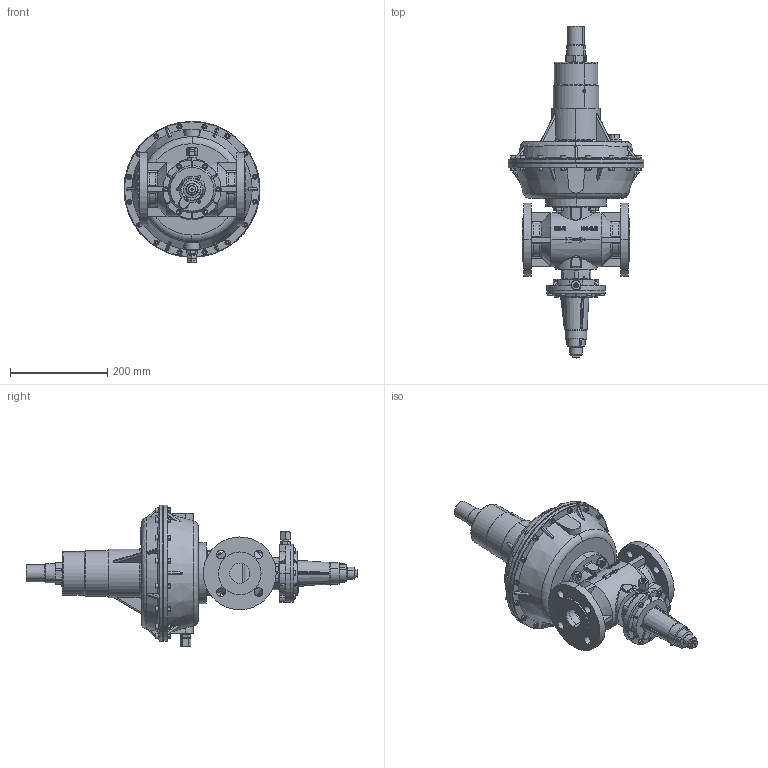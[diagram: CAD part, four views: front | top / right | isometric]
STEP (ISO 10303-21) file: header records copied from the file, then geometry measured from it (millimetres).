
FILE_DESCRIPTION (( 'STEP AP203' ), '1' );
FILE_NAME ('F40S.STEP', '2020-04-13T10:30:06', ( '' ), ( '' ), 'SwSTEP 2.0', 'SolidWorks 2017', '' );
FILE_SCHEMA (( 'CONFIG_CONTROL_DESIGN' ));
Products named in the file (1): F40S
Bounding box: 280 x 683.8 x 291 mm (x, y, z)
Volume: 4127751.3 mm3; surface area: 1122807.7 mm2
Topology: 93 solids, 93 shells, 2826 faces, 6930 edges, 4431 vertices
Faces by surface type: plane 1061, cylinder 943, cone 417, bspline 210, torus 165, sphere 30
Entity records: 109568 total; most frequent: CARTESIAN_POINT 44455, ORIENTED_EDGE 13812, DIRECTION 12991, EDGE_CURVE 6906, AXIS2_PLACEMENT_3D 5117, VERTEX_POINT 4431, EDGE_LOOP 3277, ADVANCED_FACE 2826
